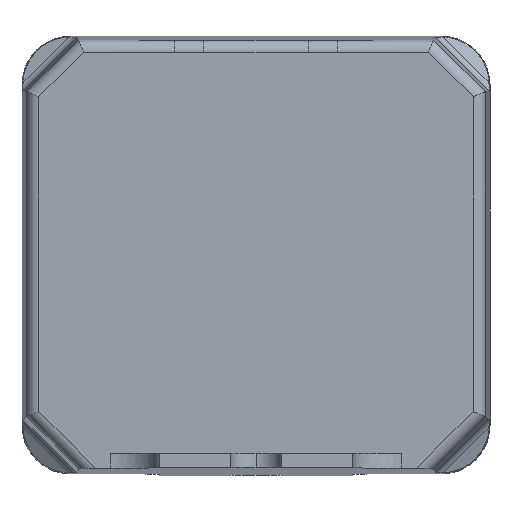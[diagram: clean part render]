
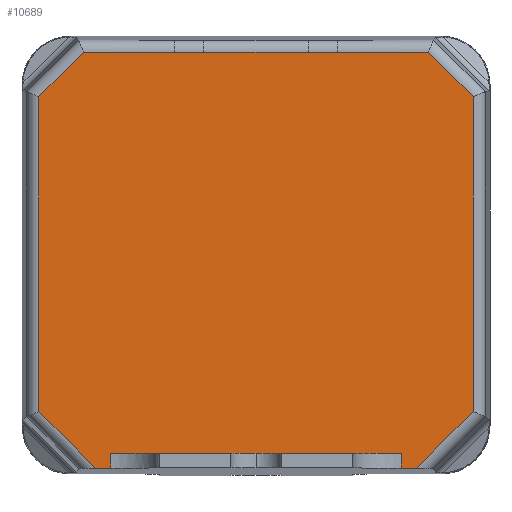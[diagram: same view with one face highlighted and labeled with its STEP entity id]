
A CAD part, top view. The second image highlights one B-rep face of the part: STEP entity #10689.
In plain terms, the highlighted planar face has unit normal (0, 0, 1).
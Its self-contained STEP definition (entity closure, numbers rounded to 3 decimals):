
#123 = CARTESIAN_POINT ( 'NONE',  ( -13.259, -17.678, 45.5 ) ) ;
#308 = EDGE_CURVE ( 'NONE', #14501, #14483, #27738, .T. ) ;
#351 = CARTESIAN_POINT ( 'NONE',  ( 13.259, -17.678, 45.5 ) ) ;
#1015 = EDGE_CURVE ( 'NONE', #29634, #28468, #22919, .T. ) ;
#2242 = VERTEX_POINT ( 'NONE', #29924 ) ;
#2819 = LINE ( 'NONE', #5316, #20543 ) ;
#2848 = CARTESIAN_POINT ( 'NONE',  ( -16.093, 14.843, 45.5 ) ) ;
#2909 = DIRECTION ( 'NONE',  ( 0., 1., 0. ) ) ;
#2940 = ORIENTED_EDGE ( 'NONE', *, *, #11001, .T. ) ;
#2958 = VECTOR ( 'NONE', #12267, 1000. ) ;
#3002 = DIRECTION ( 'NONE',  ( 0., 0., -1. ) ) ;
#3514 = EDGE_CURVE ( 'NONE', #24062, #28071, #10163, .T. ) ;
#3743 = EDGE_CURVE ( 'NONE', #14483, #14474, #29404, .T. ) ;
#3811 = VERTEX_POINT ( 'NONE', #14817 ) ;
#3940 = ORIENTED_EDGE ( 'NONE', *, *, #22859, .T. ) ;
#4920 = VECTOR ( 'NONE', #29143, 1000. ) ;
#5149 = VERTEX_POINT ( 'NONE', #123 ) ;
#5305 = DIRECTION ( 'NONE',  ( -1., 0., 0. ) ) ;
#5316 = CARTESIAN_POINT ( 'NONE',  ( 17.937, 14.075, 45.5 ) ) ;
#5862 = DIRECTION ( 'NONE',  ( -1., 0., 0. ) ) ;
#5939 = VECTOR ( 'NONE', #21880, 1000. ) ;
#6565 = FACE_OUTER_BOUND ( 'NONE', #18948, .T. ) ;
#6630 = CARTESIAN_POINT ( 'NONE',  ( 4.3, 16.687, 45.5 ) ) ;
#6664 = EDGE_CURVE ( 'NONE', #15043, #13744, #28868, .T. ) ;
#7057 = DIRECTION ( 'NONE',  ( 0., -1., 0. ) ) ;
#7445 = EDGE_CURVE ( 'NONE', #23285, #14501, #29528, .T. ) ;
#7597 = CARTESIAN_POINT ( 'NONE',  ( -15.325, 16.687, 45.5 ) ) ;
#7624 = CARTESIAN_POINT ( 'NONE',  ( -12., 14.075, 45.5 ) ) ;
#7686 = CARTESIAN_POINT ( 'NONE',  ( 17.937, 13., 45.5 ) ) ;
#7730 = ORIENTED_EDGE ( 'NONE', *, *, #1015, .T. ) ;
#8032 = CARTESIAN_POINT ( 'NONE',  ( -17.937, 14.075, 45.5 ) ) ;
#8039 = VERTEX_POINT ( 'NONE', #23843 ) ;
#8060 = ORIENTED_EDGE ( 'NONE', *, *, #3743, .T. ) ;
#8217 = VECTOR ( 'NONE', #22100, 1000. ) ;
#8536 = VERTEX_POINT ( 'NONE', #24410 ) ;
#8537 = VECTOR ( 'NONE', #15176, 1000. ) ;
#8933 = LINE ( 'NONE', #10037, #8217 ) ;
#9219 = ORIENTED_EDGE ( 'NONE', *, *, #12962, .T. ) ;
#9573 = DIRECTION ( 'NONE',  ( -0.707, -0.707, 0. ) ) ;
#9701 = CARTESIAN_POINT ( 'NONE',  ( -15.325, 16.687, 45.5 ) ) ;
#9947 = CARTESIAN_POINT ( 'NONE',  ( -15.325, 16.687, 45.5 ) ) ;
#10037 = CARTESIAN_POINT ( 'NONE',  ( -15.325, -17.678, 45.5 ) ) ;
#10134 = DIRECTION ( 'NONE',  ( 0., -1., 0. ) ) ;
#10163 = LINE ( 'NONE', #17595, #25781 ) ;
#10349 = EDGE_CURVE ( 'NONE', #8039, #5149, #25433, .T. ) ;
#10624 = CARTESIAN_POINT ( 'NONE',  ( -15.325, 16.687, 45.5 ) ) ;
#10689 = ADVANCED_FACE ( 'NONE', ( #6565 ), #21382, .F. ) ;
#10733 = ORIENTED_EDGE ( 'NONE', *, *, #11710, .T. ) ;
#11001 = EDGE_CURVE ( 'NONE', #8536, #29634, #21731, .T. ) ;
#11625 = EDGE_CURVE ( 'NONE', #2242, #23285, #2819, .T. ) ;
#11664 = CARTESIAN_POINT ( 'NONE',  ( 14.25, 16.687, 45.5 ) ) ;
#11710 = EDGE_CURVE ( 'NONE', #5149, #3811, #8933, .T. ) ;
#11742 = DIRECTION ( 'NONE',  ( -0.707, 0.707, 0. ) ) ;
#11797 = LINE ( 'NONE', #9947, #13262 ) ;
#11853 = CARTESIAN_POINT ( 'NONE',  ( 6.7, 16.687, 45.5 ) ) ;
#12032 = LINE ( 'NONE', #8032, #22178 ) ;
#12162 = CARTESIAN_POINT ( 'NONE',  ( -15.325, 14.075, 45.5 ) ) ;
#12255 = ORIENTED_EDGE ( 'NONE', *, *, #25155, .T. ) ;
#12267 = DIRECTION ( 'NONE',  ( -1., 0., 0. ) ) ;
#12663 = CARTESIAN_POINT ( 'NONE',  ( -4.3, 16.687, 45.5 ) ) ;
#12962 = EDGE_CURVE ( 'NONE', #13744, #24062, #20746, .T. ) ;
#13095 = ORIENTED_EDGE ( 'NONE', *, *, #21813, .T. ) ;
#13098 = LINE ( 'NONE', #7597, #26887 ) ;
#13149 = CARTESIAN_POINT ( 'NONE',  ( -14.25, 16.687, 45.5 ) ) ;
#13262 = VECTOR ( 'NONE', #5862, 1000. ) ;
#13523 = VECTOR ( 'NONE', #7057, 1000. ) ;
#13744 = VERTEX_POINT ( 'NONE', #26262 ) ;
#14291 = CARTESIAN_POINT ( 'NONE',  ( 0.768, 30.168, 45.5 ) ) ;
#14474 = VERTEX_POINT ( 'NONE', #6630 ) ;
#14483 = VERTEX_POINT ( 'NONE', #11853 ) ;
#14501 = VERTEX_POINT ( 'NONE', #11664 ) ;
#14817 = CARTESIAN_POINT ( 'NONE',  ( -12., -17.678, 45.5 ) ) ;
#15043 = VERTEX_POINT ( 'NONE', #28150 ) ;
#15176 = DIRECTION ( 'NONE',  ( 1., 0., 0. ) ) ;
#15272 = CARTESIAN_POINT ( 'NONE',  ( -30.168, -0.768, 45.5 ) ) ;
#15617 = VECTOR ( 'NONE', #24732, 1000. ) ;
#15743 = ORIENTED_EDGE ( 'NONE', *, *, #11625, .T. ) ;
#16502 = ORIENTED_EDGE ( 'NONE', *, *, #308, .T. ) ;
#17111 = CARTESIAN_POINT ( 'NONE',  ( -15.325, -16.455, 45.5 ) ) ;
#17577 = CARTESIAN_POINT ( 'NONE',  ( -15.325, 16.687, 45.5 ) ) ;
#17595 = CARTESIAN_POINT ( 'NONE',  ( -15.325, -17.678, 45.5 ) ) ;
#17622 = ORIENTED_EDGE ( 'NONE', *, *, #25658, .T. ) ;
#18459 = AXIS2_PLACEMENT_3D ( 'NONE', #12162, #3002, #5305 ) ;
#18948 = EDGE_LOOP ( 'NONE', ( #10733, #3940, #22079, #9219, #25431, #22019, #15743, #28551, #16502, #8060, #13095, #17622, #2940, #7730, #12255, #19593 ) ) ;
#19593 = ORIENTED_EDGE ( 'NONE', *, *, #10349, .T. ) ;
#19680 = DIRECTION ( 'NONE',  ( -1., 0., 0. ) ) ;
#20311 = CARTESIAN_POINT ( 'NONE',  ( 12., -17.678, 45.5 ) ) ;
#20319 = EDGE_CURVE ( 'NONE', #28071, #2242, #23373, .T. ) ;
#20355 = VECTOR ( 'NONE', #26613, 1000. ) ;
#20543 = VECTOR ( 'NONE', #2909, 1000. ) ;
#20722 = CARTESIAN_POINT ( 'NONE',  ( 12., 14.075, 45.5 ) ) ;
#20746 = LINE ( 'NONE', #20722, #13523 ) ;
#21382 = PLANE ( 'NONE',  #18459 ) ;
#21502 = LINE ( 'NONE', #7624, #5939 ) ;
#21548 = VECTOR ( 'NONE', #19680, 1000. ) ;
#21731 = LINE ( 'NONE', #17577, #15617 ) ;
#21813 = EDGE_CURVE ( 'NONE', #14474, #29552, #11797, .T. ) ;
#21880 = DIRECTION ( 'NONE',  ( 0., 1., 0. ) ) ;
#22017 = CARTESIAN_POINT ( 'NONE',  ( 14.843, -16.093, 45.5 ) ) ;
#22019 = ORIENTED_EDGE ( 'NONE', *, *, #20319, .T. ) ;
#22079 = ORIENTED_EDGE ( 'NONE', *, *, #6664, .T. ) ;
#22100 = DIRECTION ( 'NONE',  ( 1., 0., 0. ) ) ;
#22178 = VECTOR ( 'NONE', #10134, 1000. ) ;
#22859 = EDGE_CURVE ( 'NONE', #3811, #15043, #21502, .T. ) ;
#22919 = LINE ( 'NONE', #2848, #29099 ) ;
#23285 = VERTEX_POINT ( 'NONE', #7686 ) ;
#23373 = LINE ( 'NONE', #22017, #4920 ) ;
#23843 = CARTESIAN_POINT ( 'NONE',  ( -17.937, -13., 45.5 ) ) ;
#24062 = VERTEX_POINT ( 'NONE', #20311 ) ;
#24343 = DIRECTION ( 'NONE',  ( 1., 0., 0. ) ) ;
#24410 = CARTESIAN_POINT ( 'NONE',  ( -6.7, 16.687, 45.5 ) ) ;
#24732 = DIRECTION ( 'NONE',  ( -1., 0., 0. ) ) ;
#25155 = EDGE_CURVE ( 'NONE', #28468, #8039, #12032, .T. ) ;
#25431 = ORIENTED_EDGE ( 'NONE', *, *, #3514, .T. ) ;
#25433 = LINE ( 'NONE', #15272, #20355 ) ;
#25658 = EDGE_CURVE ( 'NONE', #29552, #8536, #13098, .T. ) ;
#25781 = VECTOR ( 'NONE', #24343, 1000. ) ;
#25942 = DIRECTION ( 'NONE',  ( -1., 0., 0. ) ) ;
#26262 = CARTESIAN_POINT ( 'NONE',  ( 12., -16.455, 45.5 ) ) ;
#26440 = CARTESIAN_POINT ( 'NONE',  ( -17.937, 13., 45.5 ) ) ;
#26613 = DIRECTION ( 'NONE',  ( 0.707, -0.707, 0. ) ) ;
#26887 = VECTOR ( 'NONE', #25942, 1000. ) ;
#27315 = VECTOR ( 'NONE', #11742, 1000. ) ;
#27738 = LINE ( 'NONE', #10624, #21548 ) ;
#28071 = VERTEX_POINT ( 'NONE', #351 ) ;
#28150 = CARTESIAN_POINT ( 'NONE',  ( -12., -16.455, 45.5 ) ) ;
#28468 = VERTEX_POINT ( 'NONE', #26440 ) ;
#28551 = ORIENTED_EDGE ( 'NONE', *, *, #7445, .T. ) ;
#28868 = LINE ( 'NONE', #17111, #8537 ) ;
#29099 = VECTOR ( 'NONE', #9573, 1000. ) ;
#29143 = DIRECTION ( 'NONE',  ( 0.707, 0.707, 0. ) ) ;
#29404 = LINE ( 'NONE', #9701, #2958 ) ;
#29528 = LINE ( 'NONE', #14291, #27315 ) ;
#29552 = VERTEX_POINT ( 'NONE', #12663 ) ;
#29634 = VERTEX_POINT ( 'NONE', #13149 ) ;
#29924 = CARTESIAN_POINT ( 'NONE',  ( 17.937, -13., 45.5 ) ) ;
